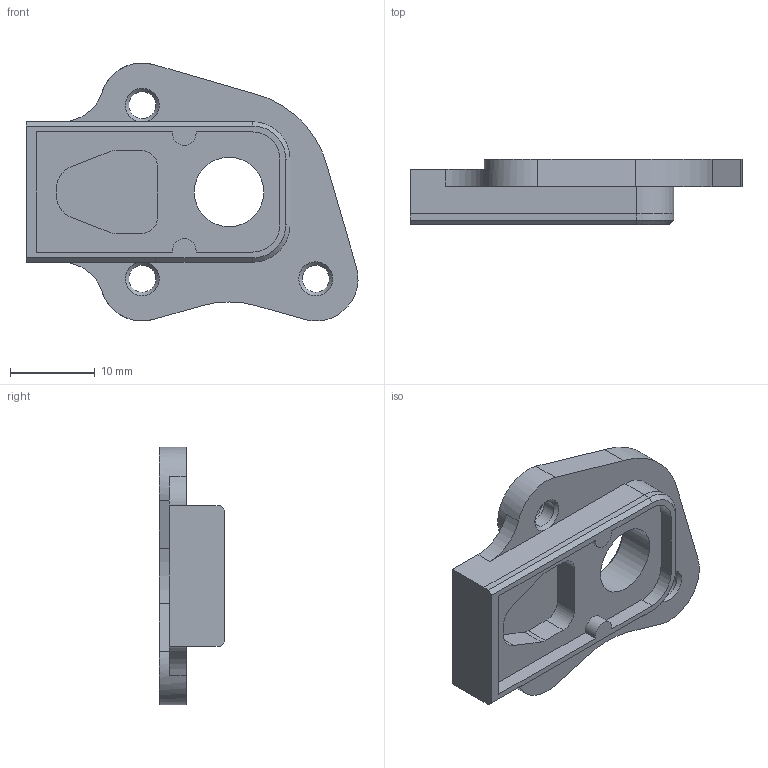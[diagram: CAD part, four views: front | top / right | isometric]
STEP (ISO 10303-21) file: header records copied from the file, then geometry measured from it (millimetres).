
FILE_DESCRIPTION(/* description */ (''),/* implementation_level */ '2;1');
FILE_NAME(/* name */ 'btm_merge.step',/* time_stamp */ '2024-06-11T01:00:09+02:00',/* author */ (''),/* organization */ (''),/* preprocessor_version */ 'ST-DEVELOPER v20',/* originating_system */ 'Autodesk Translation Framework v13.14.0.145',/* authorisation */ '');
FILE_SCHEMA (('AUTOMOTIVE_DESIGN { 1 0 10303 214 3 1 1 }'));
Length unit declared in the file: millimetre
Products named in the file (1): Komponent programu Fusion
Bounding box: 39.25 x 7.74 x 30.49 mm (x, y, z)
Volume: 3320.9 mm3; surface area: 2944.1 mm2
Topology: 1 solids, 1 shells, 84 faces, 219 edges, 141 vertices
Faces by surface type: plane 44, cylinder 30, cone 10
Full cylindrical faces by diameter (mm): 3.2 x3, 3.4 x3, 8.2 x1, 19 x1
Entity records: 2620 total; most frequent: DIRECTION 457, CARTESIAN_POINT 451, ORIENTED_EDGE 438, EDGE_CURVE 219, AXIS2_PLACEMENT_3D 156, LINE 145, VECTOR 145, VERTEX_POINT 141
